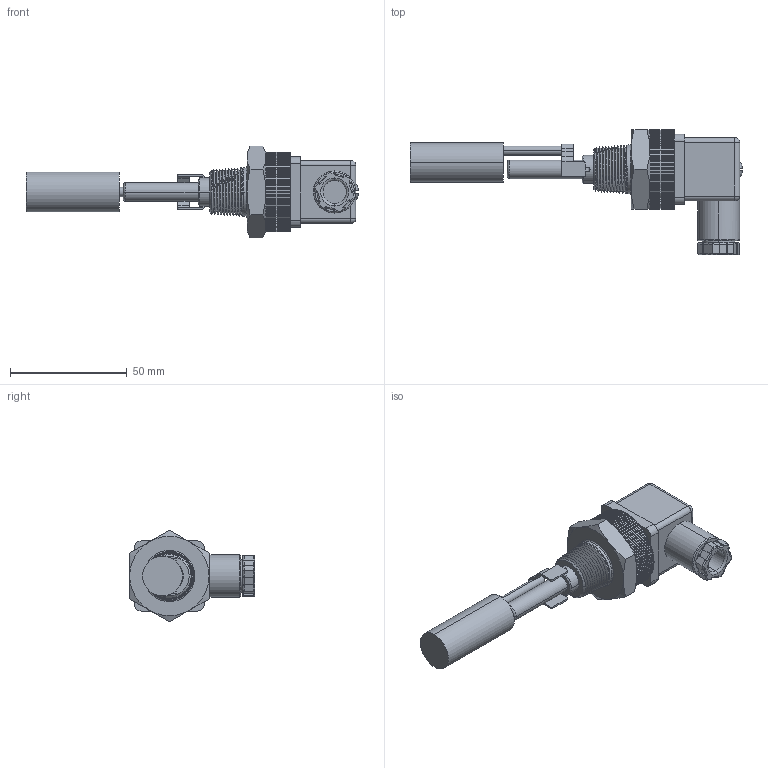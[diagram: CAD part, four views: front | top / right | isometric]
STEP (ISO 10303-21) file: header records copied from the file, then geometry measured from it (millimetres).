
FILE_DESCRIPTION((''),'2;1');
FILE_NAME('LC120-D-3D_ASM','2021-10-29T',('Administrator'),(''),'CREO PARAMETRIC BY PTC INC, 2014350','CREO PARAMETRIC BY PTC INC, 2014350','');
FILE_SCHEMA(('CONFIG_CONTROL_DESIGN'));
Length unit declared in the file: millimetre
Products named in the file (10): LC120B-01-3D; 8X1MM-53; LC120B-R12M-3D_ASM; 17X40; 04; 17X40-FQ_ASM; FX-HSM-20210420; ARB02-2PE3PE; FXHSM-ARB02-2PE3PE-20210410_ASM; LC120-D-3D_ASM
Assembly tree (9 placements, depth 3):
  LC120-D-3D_ASM
    LC120B-R12M-3D_ASM
      LC120B-01-3D
      8X1MM-53
    17X40-FQ_ASM
      17X40
      04
    FXHSM-ARB02-2PE3PE-20210410_ASM
      FX-HSM-20210420
      ARB02-2PE3PE
Bounding box: 142.2 x 53.6 x 39.26 mm (x, y, z)
Volume: 55033.3 mm3; surface area: 24986.3 mm2
Topology: 6 solids, 8 shells, 983 faces, 2645 edges, 1706 vertices
Faces by surface type: plane 580, cylinder 341, cone 28, bspline 18, torus 12, sphere 4
Entity records: 34207 total; most frequent: CARTESIAN_POINT 9194, ORIENTED_EDGE 5270, DIRECTION 5074, EDGE_CURVE 2637, VECTOR 1858, LINE 1858, VERTEX_POINT 1706, AXIS2_PLACEMENT_3D 1608
